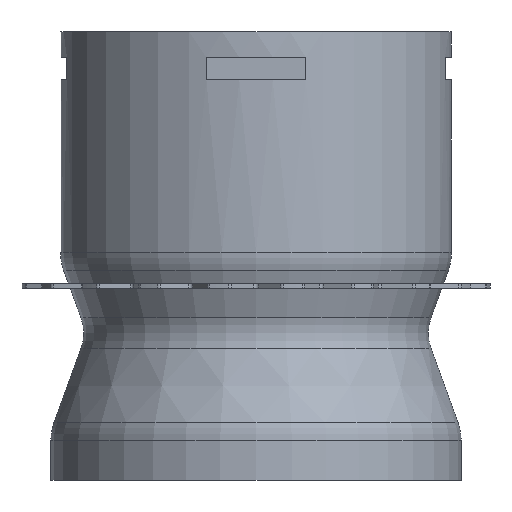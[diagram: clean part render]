
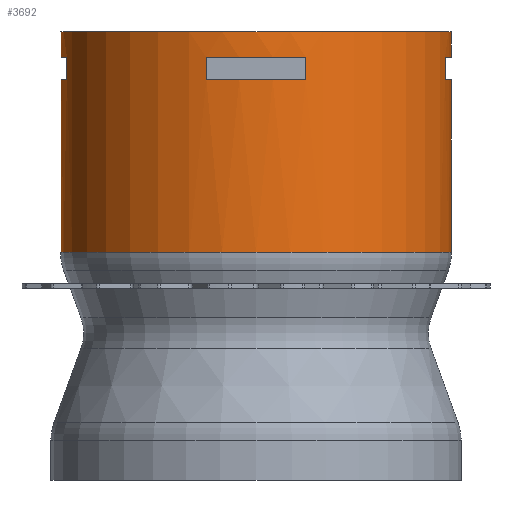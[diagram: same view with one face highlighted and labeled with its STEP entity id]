
A CAD part, front view. The second image highlights one B-rep face of the part: STEP entity #3692.
In plain terms, the highlighted cylindrical face has radius 610 mm (diameter 1220 mm), a full revolution.
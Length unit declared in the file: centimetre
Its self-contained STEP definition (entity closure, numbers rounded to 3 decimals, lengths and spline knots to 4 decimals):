
#19=FACE_BOUND('',#650,.T.);
#20=FACE_BOUND('',#651,.T.);
#21=FACE_BOUND('',#652,.T.);
#61=CIRCLE('',#3886,61.);
#62=CIRCLE('',#3887,61.);
#75=CIRCLE('',#3907,61.);
#76=CIRCLE('',#3909,61.);
#77=CIRCLE('',#3912,61.);
#78=CIRCLE('',#3914,61.);
#79=CIRCLE('',#3917,61.);
#80=CIRCLE('',#3918,61.);
#81=CIRCLE('',#3920,61.);
#82=CIRCLE('',#3921,61.);
#83=CIRCLE('',#3924,61.);
#84=CIRCLE('',#3926,61.);
#102=CIRCLE('',#3959,61.);
#284=CYLINDRICAL_SURFACE('',#3958,61.);
#444=FACE_OUTER_BOUND('',#649,.T.);
#649=EDGE_LOOP('',(#2730,#2731,#2732,#2733,#2734,#2735,#2736,#2737,#2738,
#2739,#2740,#2741,#2742));
#650=EDGE_LOOP('',(#2743,#2744,#2745,#2746));
#651=EDGE_LOOP('',(#2747,#2748,#2749,#2750));
#652=EDGE_LOOP('',(#2751,#2752,#2753,#2754));
#873=LINE('',#5723,#1203);
#874=LINE('',#5724,#1204);
#879=LINE('',#5740,#1209);
#880=LINE('',#5741,#1210);
#885=LINE('',#5761,#1215);
#886=LINE('',#5762,#1216);
#891=LINE('',#5778,#1221);
#892=LINE('',#5779,#1222);
#911=LINE('',#5846,#1241);
#912=LINE('',#5848,#1242);
#1203=VECTOR('',#4512,1.);
#1204=VECTOR('',#4513,1.);
#1209=VECTOR('',#4528,1.);
#1210=VECTOR('',#4529,1.);
#1215=VECTOR('',#4548,1.);
#1216=VECTOR('',#4549,1.);
#1221=VECTOR('',#4564,1.);
#1222=VECTOR('',#4565,1.);
#1241=VECTOR('',#4646,61.);
#1242=VECTOR('',#4647,61.);
#1514=VERTEX_POINT('',#5673);
#1515=VERTEX_POINT('',#5675);
#1525=VERTEX_POINT('',#5709);
#1526=VERTEX_POINT('',#5710);
#1528=VERTEX_POINT('',#5716);
#1529=VERTEX_POINT('',#5717);
#1531=VERTEX_POINT('',#5726);
#1532=VERTEX_POINT('',#5727);
#1534=VERTEX_POINT('',#5733);
#1535=VERTEX_POINT('',#5734);
#1537=VERTEX_POINT('',#5743);
#1538=VERTEX_POINT('',#5744);
#1540=VERTEX_POINT('',#5748);
#1541=VERTEX_POINT('',#5752);
#1542=VERTEX_POINT('',#5753);
#1544=VERTEX_POINT('',#5757);
#1545=VERTEX_POINT('',#5764);
#1546=VERTEX_POINT('',#5765);
#1548=VERTEX_POINT('',#5771);
#1549=VERTEX_POINT('',#5772);
#1568=VERTEX_POINT('',#5847);
#1918=EDGE_CURVE('',#1514,#1515,#61,.T.);
#1919=EDGE_CURVE('',#1515,#1514,#62,.T.);
#1935=EDGE_CURVE('',#1525,#1526,#75,.T.);
#1938=EDGE_CURVE('',#1528,#1529,#76,.T.);
#1941=EDGE_CURVE('',#1529,#1525,#873,.T.);
#1942=EDGE_CURVE('',#1526,#1528,#874,.T.);
#1943=EDGE_CURVE('',#1531,#1532,#77,.T.);
#1946=EDGE_CURVE('',#1534,#1535,#78,.T.);
#1949=EDGE_CURVE('',#1535,#1531,#879,.T.);
#1950=EDGE_CURVE('',#1532,#1534,#880,.T.);
#1951=EDGE_CURVE('',#1537,#1538,#79,.T.);
#1954=EDGE_CURVE('',#1538,#1540,#80,.T.);
#1955=EDGE_CURVE('',#1541,#1542,#81,.T.);
#1958=EDGE_CURVE('',#1542,#1544,#82,.T.);
#1959=EDGE_CURVE('',#1544,#1537,#885,.T.);
#1960=EDGE_CURVE('',#1540,#1541,#886,.T.);
#1961=EDGE_CURVE('',#1545,#1546,#83,.T.);
#1964=EDGE_CURVE('',#1548,#1549,#84,.T.);
#1967=EDGE_CURVE('',#1549,#1545,#891,.T.);
#1968=EDGE_CURVE('',#1546,#1548,#892,.T.);
#2004=EDGE_CURVE('',#1515,#1538,#911,.T.);
#2005=EDGE_CURVE('',#1542,#1568,#912,.T.);
#2006=EDGE_CURVE('',#1568,#1568,#102,.T.);
#2730=ORIENTED_EDGE('',*,*,#1918,.F.);
#2731=ORIENTED_EDGE('',*,*,#1919,.F.);
#2732=ORIENTED_EDGE('',*,*,#2004,.T.);
#2733=ORIENTED_EDGE('',*,*,#1954,.T.);
#2734=ORIENTED_EDGE('',*,*,#1960,.T.);
#2735=ORIENTED_EDGE('',*,*,#1955,.T.);
#2736=ORIENTED_EDGE('',*,*,#2005,.T.);
#2737=ORIENTED_EDGE('',*,*,#2006,.T.);
#2738=ORIENTED_EDGE('',*,*,#2005,.F.);
#2739=ORIENTED_EDGE('',*,*,#1958,.T.);
#2740=ORIENTED_EDGE('',*,*,#1959,.T.);
#2741=ORIENTED_EDGE('',*,*,#1951,.T.);
#2742=ORIENTED_EDGE('',*,*,#2004,.F.);
#2743=ORIENTED_EDGE('',*,*,#1938,.T.);
#2744=ORIENTED_EDGE('',*,*,#1941,.T.);
#2745=ORIENTED_EDGE('',*,*,#1935,.T.);
#2746=ORIENTED_EDGE('',*,*,#1942,.T.);
#2747=ORIENTED_EDGE('',*,*,#1946,.T.);
#2748=ORIENTED_EDGE('',*,*,#1949,.T.);
#2749=ORIENTED_EDGE('',*,*,#1943,.T.);
#2750=ORIENTED_EDGE('',*,*,#1950,.T.);
#2751=ORIENTED_EDGE('',*,*,#1964,.T.);
#2752=ORIENTED_EDGE('',*,*,#1967,.T.);
#2753=ORIENTED_EDGE('',*,*,#1961,.T.);
#2754=ORIENTED_EDGE('',*,*,#1968,.T.);
#3692=ADVANCED_FACE('',(#444,#19,#20,#21),#284,.T.);
#3886=AXIS2_PLACEMENT_3D('',#5676,#4455,#4456);
#3887=AXIS2_PLACEMENT_3D('',#5677,#4457,#4458);
#3907=AXIS2_PLACEMENT_3D('',#5711,#4500,#4501);
#3909=AXIS2_PLACEMENT_3D('',#5718,#4506,#4507);
#3912=AXIS2_PLACEMENT_3D('',#5728,#4516,#4517);
#3914=AXIS2_PLACEMENT_3D('',#5735,#4522,#4523);
#3917=AXIS2_PLACEMENT_3D('',#5745,#4532,#4533);
#3918=AXIS2_PLACEMENT_3D('',#5750,#4536,#4537);
#3920=AXIS2_PLACEMENT_3D('',#5754,#4540,#4541);
#3921=AXIS2_PLACEMENT_3D('',#5759,#4544,#4545);
#3924=AXIS2_PLACEMENT_3D('',#5766,#4552,#4553);
#3926=AXIS2_PLACEMENT_3D('',#5773,#4558,#4559);
#3958=AXIS2_PLACEMENT_3D('',#5845,#4644,#4645);
#3959=AXIS2_PLACEMENT_3D('',#5849,#4648,#4649);
#4455=DIRECTION('center_axis',(0.,0.,
-1.));
#4456=DIRECTION('ref_axis',(1.,0.,0.));
#4457=DIRECTION('center_axis',(0.,0.,
-1.));
#4458=DIRECTION('ref_axis',(1.,0.,0.));
#4500=DIRECTION('center_axis',(0.,0.,
-1.));
#4501=DIRECTION('ref_axis',(-1.,0.,0.));
#4506=DIRECTION('center_axis',(0.,0.,
1.));
#4507=DIRECTION('ref_axis',(-1.,0.,0.));
#4512=DIRECTION('',(0.,0.,-1.));
#4513=DIRECTION('',(0.,0.,1.));
#4516=DIRECTION('center_axis',(0.,0.,
-1.));
#4517=DIRECTION('ref_axis',(-1.,0.,0.));
#4522=DIRECTION('center_axis',(0.,0.,
1.));
#4523=DIRECTION('ref_axis',(-1.,0.,0.));
#4528=DIRECTION('',(0.,0.,-1.));
#4529=DIRECTION('',(0.,0.,1.));
#4532=DIRECTION('center_axis',(0.,0.,-1.));
#4533=DIRECTION('ref_axis',(-1.,0.,0.));
#4536=DIRECTION('center_axis',(0.,0.,-1.));
#4537=DIRECTION('ref_axis',(-1.,0.,0.));
#4540=DIRECTION('center_axis',(0.,0.,1.));
#4541=DIRECTION('ref_axis',(-1.,0.,0.));
#4544=DIRECTION('center_axis',(0.,0.,1.));
#4545=DIRECTION('ref_axis',(-1.,0.,0.));
#4548=DIRECTION('',(0.,0.,-1.));
#4549=DIRECTION('',(0.,0.,1.));
#4552=DIRECTION('center_axis',(0.,0.,
-1.));
#4553=DIRECTION('ref_axis',(-1.,0.,0.));
#4558=DIRECTION('center_axis',(0.,0.,
1.));
#4559=DIRECTION('ref_axis',(-1.,0.,0.));
#4564=DIRECTION('',(0.,0.,-1.));
#4565=DIRECTION('',(0.,0.,1.));
#4644=DIRECTION('center_axis',(0.,0.,-1.));
#4645=DIRECTION('ref_axis',(-1.,0.,0.));
#4646=DIRECTION('',(0.,0.,1.));
#4647=DIRECTION('',(0.,0.,1.));
#4648=DIRECTION('center_axis',(0.,0.,-1.));
#4649=DIRECTION('ref_axis',(-1.,0.,0.));
#5673=CARTESIAN_POINT('',(0.,-61.,71.0948));
#5675=CARTESIAN_POINT('',(61.,0.,71.0948));
#5676=CARTESIAN_POINT('Origin',(0.,0.,71.0948));
#5677=CARTESIAN_POINT('Origin',(0.,0.,71.0948));
#5709=CARTESIAN_POINT('',(-15.4919,59.,125.));
#5710=CARTESIAN_POINT('',(15.4919,59.,125.));
#5711=CARTESIAN_POINT('Origin',(0.,0.,
125.));
#5716=CARTESIAN_POINT('',(15.4919,59.,132.));
#5717=CARTESIAN_POINT('',(-15.4919,59.,132.));
#5718=CARTESIAN_POINT('Origin',(0.,0.,
132.));
#5723=CARTESIAN_POINT('',(-15.4919,59.,121.9428));
#5724=CARTESIAN_POINT('',(15.4919,59.,121.9428));
#5726=CARTESIAN_POINT('',(15.4919,-59.,125.));
#5727=CARTESIAN_POINT('',(-15.4919,-59.,125.));
#5728=CARTESIAN_POINT('Origin',(0.,0.,
125.));
#5733=CARTESIAN_POINT('',(-15.4919,-59.,132.));
#5734=CARTESIAN_POINT('',(15.4919,-59.,132.));
#5735=CARTESIAN_POINT('Origin',(0.,0.,
132.));
#5740=CARTESIAN_POINT('',(15.4919,-59.,121.9428));
#5741=CARTESIAN_POINT('',(-15.4919,-59.,121.9428));
#5743=CARTESIAN_POINT('',(59.,15.4919,125.));
#5744=CARTESIAN_POINT('',(61.,0.,125.));
#5745=CARTESIAN_POINT('Origin',(0.,0.,
125.));
#5748=CARTESIAN_POINT('',(59.,-15.4919,125.));
#5750=CARTESIAN_POINT('Origin',(0.,0.,
125.));
#5752=CARTESIAN_POINT('',(59.,-15.4919,132.));
#5753=CARTESIAN_POINT('',(61.,0.,132.));
#5754=CARTESIAN_POINT('Origin',(0.,0.,
132.));
#5757=CARTESIAN_POINT('',(59.,15.4919,132.));
#5759=CARTESIAN_POINT('Origin',(0.,0.,
132.));
#5761=CARTESIAN_POINT('',(59.,15.4919,121.9428));
#5762=CARTESIAN_POINT('',(59.,-15.4919,121.9428));
#5764=CARTESIAN_POINT('',(-59.,-15.4919,125.));
#5765=CARTESIAN_POINT('',(-59.,15.4919,125.));
#5766=CARTESIAN_POINT('Origin',(0.,0.,
125.));
#5771=CARTESIAN_POINT('',(-59.,15.4919,132.));
#5772=CARTESIAN_POINT('',(-59.,-15.4919,132.));
#5773=CARTESIAN_POINT('Origin',(0.,0.,
132.));
#5778=CARTESIAN_POINT('',(-59.,-15.4919,121.9428));
#5779=CARTESIAN_POINT('',(-59.,15.4919,121.9428));
#5845=CARTESIAN_POINT('Origin',(0.,0.,
121.9428));
#5846=CARTESIAN_POINT('',(61.,0.,121.9428));
#5847=CARTESIAN_POINT('',(61.,0.,140.));
#5848=CARTESIAN_POINT('',(61.,0.,121.9428));
#5849=CARTESIAN_POINT('Origin',(0.,0.,
140.));
